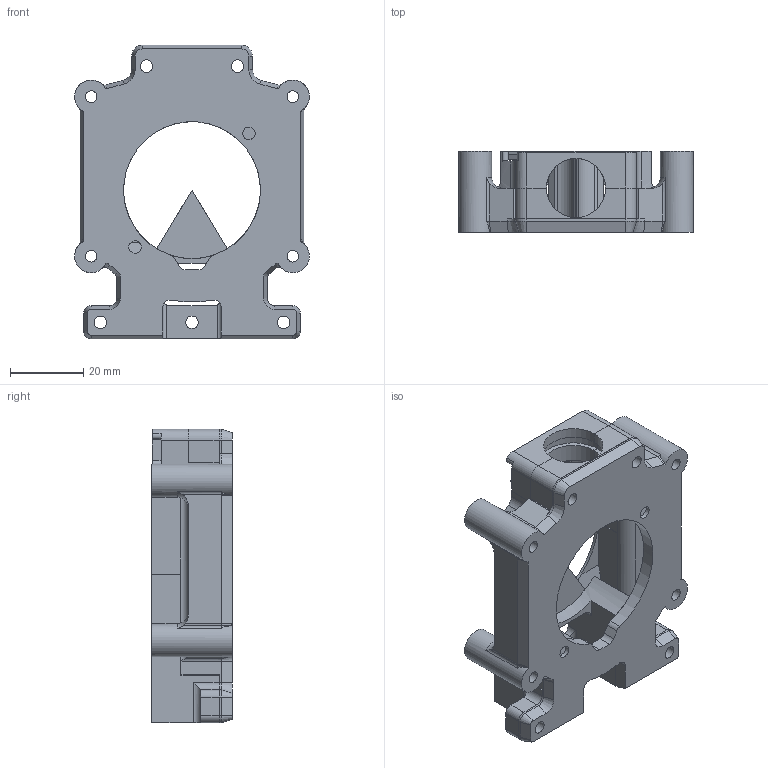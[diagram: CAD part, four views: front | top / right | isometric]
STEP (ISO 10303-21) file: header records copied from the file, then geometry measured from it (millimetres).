
FILE_DESCRIPTION(/* description */ (''),/* implementation_level */ '2;1');
FILE_NAME(/* name */ 'Cube Remote.step',/* time_stamp */ '2023-01-26T03:38:46+08:00',/* author */ (''),/* organization */ (''),/* preprocessor_version */ 'ST-DEVELOPER v19.2',/* originating_system */ 'Autodesk Translation Framework v11.17.0.187',/* authorisation */ '');
FILE_SCHEMA (('AUTOMOTIVE_DESIGN { 1 0 10303 214 3 1 1 }'));
Length unit declared in the file: millimetre
Products named in the file (1): Cube Remote
Bounding box: 64 x 22 x 80 mm (x, y, z)
Volume: 9036.6 mm3; surface area: 27234.7 mm2
Topology: 3 solids, 4 shells, 334 faces, 918 edges, 586 vertices
Faces by surface type: plane 184, cylinder 118, cone 22, torus 6, bspline 4
Full cylindrical faces by diameter (mm): 3.2 x4, 3.4 x13, 9 x4
Entity records: 11142 total; most frequent: CARTESIAN_POINT 2407, ORIENTED_EDGE 1840, DIRECTION 1806, EDGE_CURVE 920, AXIS2_PLACEMENT_3D 605, LINE 596, VECTOR 596, VERTEX_POINT 586
